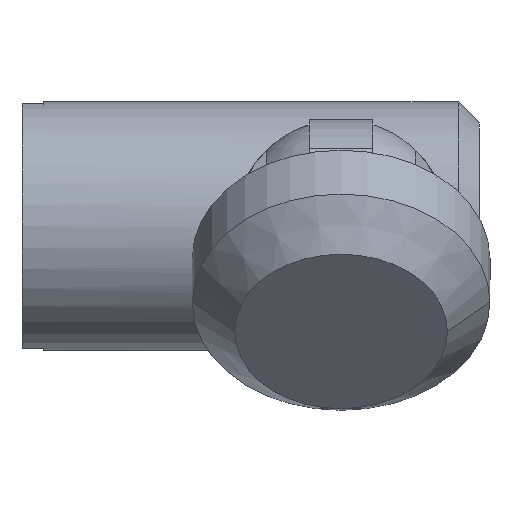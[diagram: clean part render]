
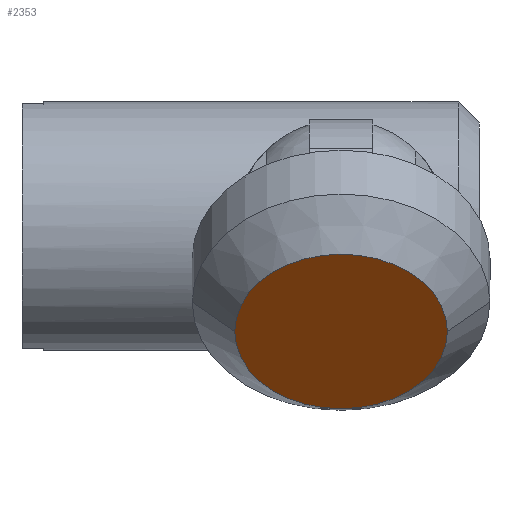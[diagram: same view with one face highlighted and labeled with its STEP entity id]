
A CAD part, left-side view. The second image highlights one B-rep face of the part: STEP entity #2353.
In plain terms, the highlighted face is planar.
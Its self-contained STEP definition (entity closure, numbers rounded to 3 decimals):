
#204 = DIRECTION ( 'NONE',  ( 1., 0., 0. ) ) ;
#308 = AXIS2_PLACEMENT_3D ( 'NONE', #3029, #1455, #3297 ) ;
#351 = ORIENTED_EDGE ( 'NONE', *, *, #1211, .T. ) ;
#437 = FACE_OUTER_BOUND ( 'NONE', #1521, .T. ) ;
#622 = VERTEX_POINT ( 'NONE', #2373 ) ;
#725 = CARTESIAN_POINT ( 'NONE',  ( 5., 0., 0. ) ) ;
#1211 = EDGE_CURVE ( 'NONE', #622, #2672, #1426, .T. ) ;
#1343 = CARTESIAN_POINT ( 'NONE',  ( 5., 0., 0. ) ) ;
#1426 = CIRCLE ( 'NONE', #308, 5. ) ;
#1455 = DIRECTION ( 'NONE',  ( 1., 0., 0. ) ) ;
#1521 = EDGE_LOOP ( 'NONE', ( #2923, #351 ) ) ;
#1598 = DIRECTION ( 'NONE',  ( 0., 0., -1. ) ) ;
#1751 = PLANE ( 'NONE',  #2492 ) ;
#1950 = AXIS2_PLACEMENT_3D ( 'NONE', #1343, #3185, #1598 ) ;
#2034 = DIRECTION ( 'NONE',  ( 0., 0., -1. ) ) ;
#2158 = CIRCLE ( 'NONE', #1950, 5. ) ;
#2353 = ADVANCED_FACE ( 'NONE', ( #437 ), #1751, .T. ) ;
#2373 = CARTESIAN_POINT ( 'NONE',  ( 5., 0., -5. ) ) ;
#2492 = AXIS2_PLACEMENT_3D ( 'NONE', #725, #204, #2034 ) ;
#2672 = VERTEX_POINT ( 'NONE', #2758 ) ;
#2758 = CARTESIAN_POINT ( 'NONE',  ( 5., 0., 5. ) ) ;
#2923 = ORIENTED_EDGE ( 'NONE', *, *, #3117, .T. ) ;
#3029 = CARTESIAN_POINT ( 'NONE',  ( 5., 0., 0. ) ) ;
#3117 = EDGE_CURVE ( 'NONE', #2672, #622, #2158, .T. ) ;
#3185 = DIRECTION ( 'NONE',  ( 1., 0., 0. ) ) ;
#3297 = DIRECTION ( 'NONE',  ( 0., 0., -1. ) ) ;
